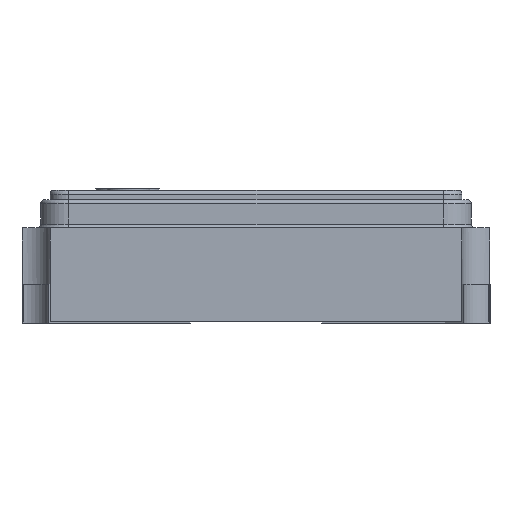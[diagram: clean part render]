
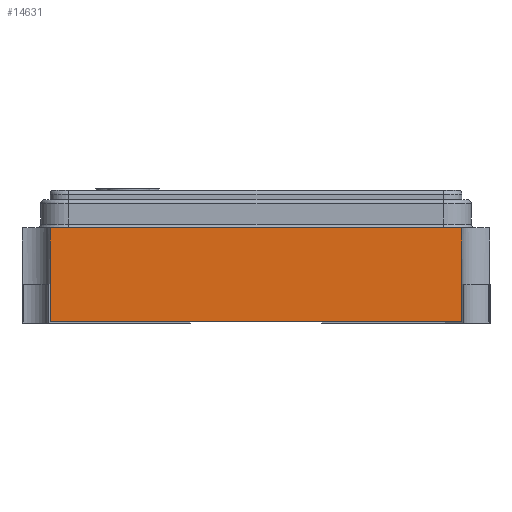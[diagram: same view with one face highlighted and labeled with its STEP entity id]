
A CAD part, left-side view. The second image highlights one B-rep face of the part: STEP entity #14631.
In plain terms, the highlighted planar face has unit normal (-1, 0, 0).
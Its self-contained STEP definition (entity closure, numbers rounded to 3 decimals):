
#299 = CARTESIAN_POINT ( 'NONE',  ( -1.6, -1.1, 0.5 ) ) ;
#494 = DIRECTION ( 'NONE',  ( 0., 0., -1. ) ) ;
#706 = LINE ( 'NONE', #10711, #14776 ) ;
#773 = EDGE_CURVE ( 'NONE', #9014, #4172, #17522, .T. ) ;
#1311 = ORIENTED_EDGE ( 'NONE', *, *, #2399, .T. ) ;
#1705 = CARTESIAN_POINT ( 'NONE',  ( -1.6, 1.25, 0.5 ) ) ;
#1718 = VECTOR ( 'NONE', #5319, 1000. ) ;
#2399 = EDGE_CURVE ( 'NONE', #9014, #9988, #11257, .T. ) ;
#4146 = CARTESIAN_POINT ( 'NONE',  ( -1.6, 1.1, 0. ) ) ;
#4172 = VERTEX_POINT ( 'NONE', #299 ) ;
#4218 = FACE_OUTER_BOUND ( 'NONE', #11318, .T. ) ;
#4311 = PLANE ( 'NONE',  #17359 ) ;
#5319 = DIRECTION ( 'NONE',  ( 0., 0., 1. ) ) ;
#5628 = CARTESIAN_POINT ( 'NONE',  ( -1.6, 1.1, 0.5 ) ) ;
#6666 = VERTEX_POINT ( 'NONE', #17038 ) ;
#7964 = DIRECTION ( 'NONE',  ( 0., -1., 0. ) ) ;
#8134 = ORIENTED_EDGE ( 'NONE', *, *, #11749, .T. ) ;
#9014 = VERTEX_POINT ( 'NONE', #5628 ) ;
#9988 = VERTEX_POINT ( 'NONE', #11823 ) ;
#10711 = CARTESIAN_POINT ( 'NONE',  ( -1.6, 1.25, 0. ) ) ;
#10782 = DIRECTION ( 'NONE',  ( 1., 0., 0. ) ) ;
#11257 = LINE ( 'NONE', #4146, #17218 ) ;
#11318 = EDGE_LOOP ( 'NONE', ( #18149, #1311, #8134, #16390 ) ) ;
#11749 = EDGE_CURVE ( 'NONE', #9988, #6666, #706, .T. ) ;
#11789 = CARTESIAN_POINT ( 'NONE',  ( -1.6, 1.25, 0.5 ) ) ;
#11823 = CARTESIAN_POINT ( 'NONE',  ( -1.6, 1.1, 0. ) ) ;
#12458 = LINE ( 'NONE', #18200, #1718 ) ;
#13016 = DIRECTION ( 'NONE',  ( 0., -1., 0. ) ) ;
#14631 = ADVANCED_FACE ( 'NONE', ( #4218 ), #4311, .F. ) ;
#14776 = VECTOR ( 'NONE', #7964, 1000. ) ;
#15566 = DIRECTION ( 'NONE',  ( 0., 0., -1. ) ) ;
#15986 = VECTOR ( 'NONE', #13016, 1000. ) ;
#16390 = ORIENTED_EDGE ( 'NONE', *, *, #18206, .T. ) ;
#17038 = CARTESIAN_POINT ( 'NONE',  ( -1.6, -1.1, 0. ) ) ;
#17218 = VECTOR ( 'NONE', #15566, 1000. ) ;
#17359 = AXIS2_PLACEMENT_3D ( 'NONE', #11789, #10782, #494 ) ;
#17522 = LINE ( 'NONE', #1705, #15986 ) ;
#18149 = ORIENTED_EDGE ( 'NONE', *, *, #773, .F. ) ;
#18200 = CARTESIAN_POINT ( 'NONE',  ( -1.6, -1.1, 0. ) ) ;
#18206 = EDGE_CURVE ( 'NONE', #6666, #4172, #12458, .T. ) ;
